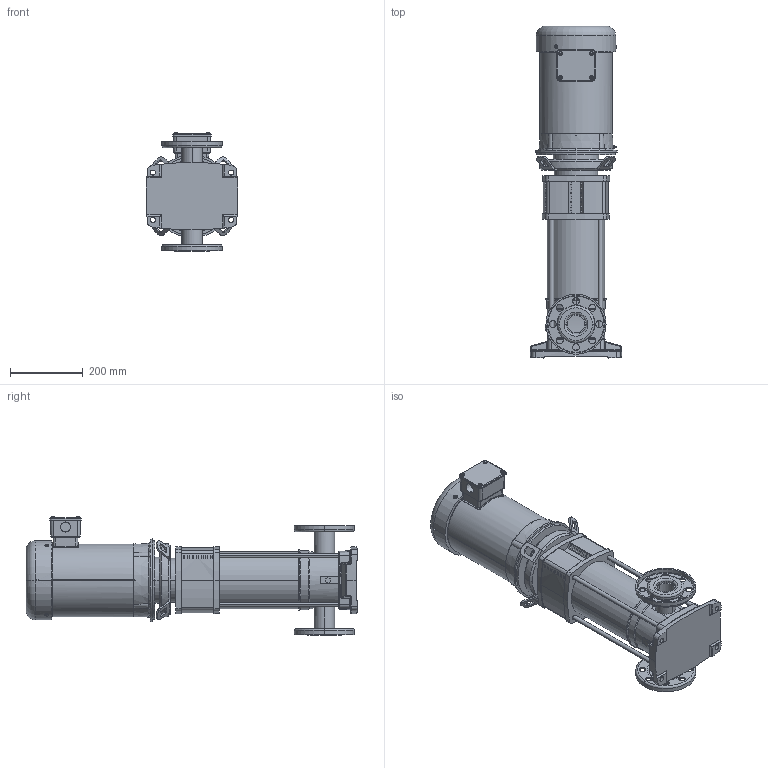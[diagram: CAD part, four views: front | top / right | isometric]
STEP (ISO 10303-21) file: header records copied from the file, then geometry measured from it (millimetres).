
FILE_DESCRIPTION (( 'STEP AP203' ), '1' );
FILE_NAME ('HELIX V50-05_575V.step', '2017-10-26T18:12:23', ( '' ), ( '' ), 'SwSTEP 2.0', 'SolidWorks 2017', '' );
FILE_SCHEMA (( 'CONFIG_CONTROL_DESIGN' ));
Length unit declared in the file: inch
Products named in the file (5): BALDOR NEMA V2 5HP_14; HELIX V50-05_575V; ANSI Flange 2 IN; Helix Base 50-80; HELIX V50-05
Assembly tree (5 placements, depth 2):
  HELIX V50-05_575V
    HELIX V50-05
    BALDOR NEMA V2 5HP_14
    ANSI Flange 2 IN  x2
    Helix Base 50-80
Bounding box: 251.48 x 912.4 x 325.21 mm (x, y, z)
Volume: 11198804.2 mm3; surface area: 1240862.6 mm2
Topology: 4 solids, 7 shells, 2204 faces, 5720 edges, 3724 vertices
Faces by surface type: plane 1068, cylinder 777, cone 111, sphere 99, torus 79, bspline 70
Entity records: 72481 total; most frequent: CARTESIAN_POINT 17921, DIRECTION 11539, ORIENTED_EDGE 11178, EDGE_CURVE 5596, AXIS2_PLACEMENT_3D 4239, VERTEX_POINT 3650, VECTOR 3061, LINE 3061
